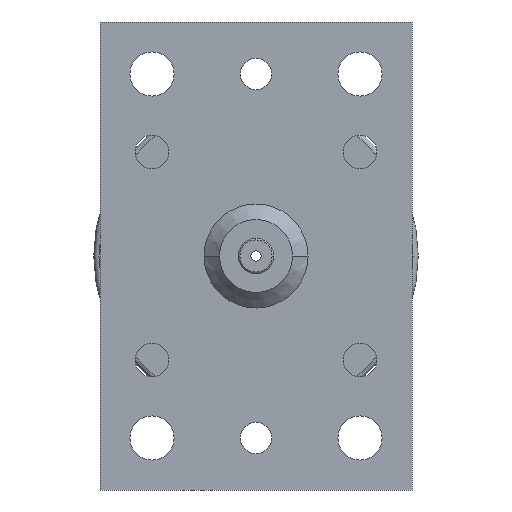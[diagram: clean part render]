
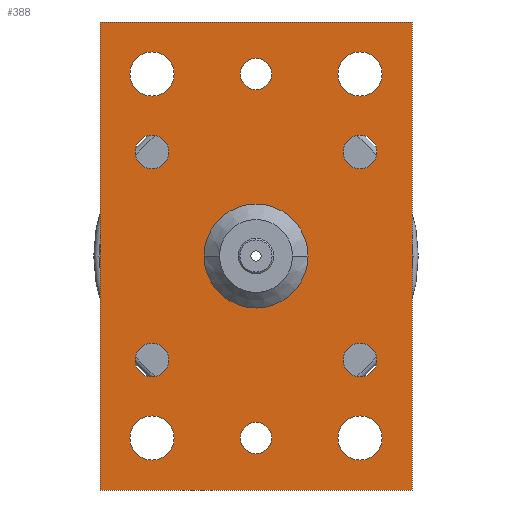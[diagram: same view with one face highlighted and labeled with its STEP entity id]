
A CAD part, left-side view. The second image highlights one B-rep face of the part: STEP entity #388.
In plain terms, the highlighted planar face has unit normal (-1, 0, 0).
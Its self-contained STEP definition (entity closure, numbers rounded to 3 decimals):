
#388=ADVANCED_FACE('',(#839,#840,#841,#842,#843,#844,#845,#846,#847,#848,#849,#850),#851,.F.);
#839=FACE_OUTER_BOUND('',#1350,.T.);
#840=FACE_BOUND('',#1351,.T.);
#841=FACE_BOUND('',#1352,.T.);
#842=FACE_BOUND('',#1353,.T.);
#843=FACE_BOUND('',#1354,.T.);
#844=FACE_BOUND('',#1355,.T.);
#845=FACE_BOUND('',#1356,.T.);
#846=FACE_BOUND('',#1357,.T.);
#847=FACE_BOUND('',#1358,.T.);
#848=FACE_BOUND('',#1359,.T.);
#849=FACE_BOUND('',#1360,.T.);
#850=FACE_BOUND('',#1361,.T.);
#851=PLANE('',#1362);
#1350=EDGE_LOOP('',(#2501,#2502,#2503,#2504));
#1351=EDGE_LOOP('',(#2505,#2506));
#1352=EDGE_LOOP('',(#2507,#2508));
#1353=EDGE_LOOP('',(#2509,#2510));
#1354=EDGE_LOOP('',(#2511,#2512));
#1355=EDGE_LOOP('',(#2513,#2514));
#1356=EDGE_LOOP('',(#2515,#2516));
#1357=EDGE_LOOP('',(#2517,#2518));
#1358=EDGE_LOOP('',(#2519,#2520));
#1359=EDGE_LOOP('',(#2521,#2522));
#1360=EDGE_LOOP('',(#2523,#2524));
#1361=EDGE_LOOP('',(#2525,#2526));
#1362=AXIS2_PLACEMENT_3D('',#2527,#2528,#2529);
#2501=ORIENTED_EDGE('',*,*,#3379,.F.);
#2502=ORIENTED_EDGE('',*,*,#3383,.F.);
#2503=ORIENTED_EDGE('',*,*,#3384,.F.);
#2504=ORIENTED_EDGE('',*,*,#3385,.F.);
#2505=ORIENTED_EDGE('',*,*,#3070,.F.);
#2506=ORIENTED_EDGE('',*,*,#3386,.F.);
#2507=ORIENTED_EDGE('',*,*,#3387,.F.);
#2508=ORIENTED_EDGE('',*,*,#2997,.F.);
#2509=ORIENTED_EDGE('',*,*,#3388,.F.);
#2510=ORIENTED_EDGE('',*,*,#2992,.F.);
#2511=ORIENTED_EDGE('',*,*,#3389,.F.);
#2512=ORIENTED_EDGE('',*,*,#2987,.F.);
#2513=ORIENTED_EDGE('',*,*,#3390,.F.);
#2514=ORIENTED_EDGE('',*,*,#2982,.F.);
#2515=ORIENTED_EDGE('',*,*,#3391,.T.);
#2516=ORIENTED_EDGE('',*,*,#2977,.T.);
#2517=ORIENTED_EDGE('',*,*,#3392,.T.);
#2518=ORIENTED_EDGE('',*,*,#2972,.T.);
#2519=ORIENTED_EDGE('',*,*,#3393,.T.);
#2520=ORIENTED_EDGE('',*,*,#2967,.T.);
#2521=ORIENTED_EDGE('',*,*,#3394,.T.);
#2522=ORIENTED_EDGE('',*,*,#2962,.T.);
#2523=ORIENTED_EDGE('',*,*,#3395,.T.);
#2524=ORIENTED_EDGE('',*,*,#2957,.T.);
#2525=ORIENTED_EDGE('',*,*,#3396,.T.);
#2526=ORIENTED_EDGE('',*,*,#2952,.T.);
#2527=CARTESIAN_POINT('',(0.0,0.0,0.0));
#2528=DIRECTION('',(1.0,0.,0.0));
#2529=DIRECTION('',(0.,-1.0,0.0));
#2952=EDGE_CURVE('',#3518,#3522,#3524,.T.);
#2957=EDGE_CURVE('',#3527,#3531,#3533,.T.);
#2962=EDGE_CURVE('',#3536,#3540,#3542,.T.);
#2967=EDGE_CURVE('',#3545,#3549,#3551,.T.);
#2972=EDGE_CURVE('',#3554,#3558,#3560,.T.);
#2977=EDGE_CURVE('',#3563,#3567,#3569,.T.);
#2982=EDGE_CURVE('',#3576,#3572,#3578,.T.);
#2987=EDGE_CURVE('',#3585,#3581,#3587,.T.);
#2992=EDGE_CURVE('',#3594,#3590,#3596,.T.);
#2997=EDGE_CURVE('',#3603,#3599,#3605,.T.);
#3070=EDGE_CURVE('',#3728,#3724,#3730,.T.);
#3379=EDGE_CURVE('',#4174,#4175,#4176,.T.);
#3383=EDGE_CURVE('',#4180,#4174,#4181,.T.);
#3384=EDGE_CURVE('',#4182,#4180,#4183,.T.);
#3385=EDGE_CURVE('',#4175,#4182,#4184,.T.);
#3386=EDGE_CURVE('',#3724,#3728,#4185,.T.);
#3387=EDGE_CURVE('',#3599,#3603,#4186,.T.);
#3388=EDGE_CURVE('',#3590,#3594,#4187,.T.);
#3389=EDGE_CURVE('',#3581,#3585,#4188,.T.);
#3390=EDGE_CURVE('',#3572,#3576,#4189,.T.);
#3391=EDGE_CURVE('',#3567,#3563,#4190,.T.);
#3392=EDGE_CURVE('',#3558,#3554,#4191,.T.);
#3393=EDGE_CURVE('',#3549,#3545,#4192,.T.);
#3394=EDGE_CURVE('',#3540,#3536,#4193,.T.);
#3395=EDGE_CURVE('',#3531,#3527,#4194,.T.);
#3396=EDGE_CURVE('',#3522,#3518,#4195,.T.);
#3518=VERTEX_POINT('',#4334);
#3522=VERTEX_POINT('',#4339);
#3524=CIRCLE('',#4342,3.0);
#3527=VERTEX_POINT('',#4345);
#3531=VERTEX_POINT('',#4350);
#3533=CIRCLE('',#4353,3.0);
#3536=VERTEX_POINT('',#4356);
#3540=VERTEX_POINT('',#4361);
#3542=CIRCLE('',#4364,4.25);
#3545=VERTEX_POINT('',#4367);
#3549=VERTEX_POINT('',#4372);
#3551=CIRCLE('',#4375,4.25);
#3554=VERTEX_POINT('',#4378);
#3558=VERTEX_POINT('',#4383);
#3560=CIRCLE('',#4386,4.25);
#3563=VERTEX_POINT('',#4389);
#3567=VERTEX_POINT('',#4394);
#3569=CIRCLE('',#4397,4.25);
#3572=VERTEX_POINT('',#4400);
#3576=VERTEX_POINT('',#4405);
#3578=CIRCLE('',#4408,3.25);
#3581=VERTEX_POINT('',#4411);
#3585=VERTEX_POINT('',#4416);
#3587=CIRCLE('',#4419,3.25);
#3590=VERTEX_POINT('',#4422);
#3594=VERTEX_POINT('',#4427);
#3596=CIRCLE('',#4430,3.25);
#3599=VERTEX_POINT('',#4433);
#3603=VERTEX_POINT('',#4438);
#3605=CIRCLE('',#4441,3.25);
#3724=VERTEX_POINT('',#4585);
#3728=VERTEX_POINT('',#4590);
#3730=CIRCLE('',#4593,10.0);
#4174=VERTEX_POINT('',#5103);
#4175=VERTEX_POINT('',#5104);
#4176=LINE('',#5105,#5106);
#4180=VERTEX_POINT('',#5112);
#4181=LINE('',#5113,#5114);
#4182=VERTEX_POINT('',#5115);
#4183=LINE('',#5116,#5117);
#4184=LINE('',#5118,#5119);
#4185=CIRCLE('',#5120,10.0);
#4186=CIRCLE('',#5121,3.25);
#4187=CIRCLE('',#5122,3.25);
#4188=CIRCLE('',#5123,3.25);
#4189=CIRCLE('',#5124,3.25);
#4190=CIRCLE('',#5125,4.25);
#4191=CIRCLE('',#5126,4.25);
#4192=CIRCLE('',#5127,4.25);
#4193=CIRCLE('',#5128,4.25);
#4194=CIRCLE('',#5129,3.0);
#4195=CIRCLE('',#5130,3.0);
#4334=CARTESIAN_POINT('',(0.,0.,-32.0));
#4339=CARTESIAN_POINT('',(0.0,0.0,-38.0));
#4342=AXIS2_PLACEMENT_3D('',#5279,#5280,#5281);
#4345=CARTESIAN_POINT('',(0.,0.,38.0));
#4350=CARTESIAN_POINT('',(0.0,0.0,32.0));
#4353=AXIS2_PLACEMENT_3D('',#5287,#5288,#5289);
#4356=CARTESIAN_POINT('',(0.,20.0,-30.75));
#4361=CARTESIAN_POINT('',(0.,20.0,-39.25));
#4364=AXIS2_PLACEMENT_3D('',#5295,#5296,#5297);
#4367=CARTESIAN_POINT('',(0.,20.0,39.25));
#4372=CARTESIAN_POINT('',(0.,20.0,30.75));
#4375=AXIS2_PLACEMENT_3D('',#5303,#5304,#5305);
#4378=CARTESIAN_POINT('',(0.,-20.0,39.25));
#4383=CARTESIAN_POINT('',(0.,-20.0,30.75));
#4386=AXIS2_PLACEMENT_3D('',#5311,#5312,#5313);
#4389=CARTESIAN_POINT('',(0.,-20.0,-30.75));
#4394=CARTESIAN_POINT('',(0.,-20.0,-39.25));
#4397=AXIS2_PLACEMENT_3D('',#5319,#5320,#5321);
#4400=CARTESIAN_POINT('',(0.,20.0,23.25));
#4405=CARTESIAN_POINT('',(0.,20.0,16.75));
#4408=AXIS2_PLACEMENT_3D('',#5327,#5328,#5329);
#4411=CARTESIAN_POINT('',(0.,-20.0,23.25));
#4416=CARTESIAN_POINT('',(0.,-20.0,16.75));
#4419=AXIS2_PLACEMENT_3D('',#5335,#5336,#5337);
#4422=CARTESIAN_POINT('',(0.,20.0,-16.75));
#4427=CARTESIAN_POINT('',(0.,20.0,-23.25));
#4430=AXIS2_PLACEMENT_3D('',#5343,#5344,#5345);
#4433=CARTESIAN_POINT('',(0.,-20.0,-16.75));
#4438=CARTESIAN_POINT('',(0.,-20.0,-23.25));
#4441=AXIS2_PLACEMENT_3D('',#5351,#5352,#5353);
#4585=CARTESIAN_POINT('',(0.,0.,10.0));
#4590=CARTESIAN_POINT('',(0.0,0.0,-10.0));
#4593=AXIS2_PLACEMENT_3D('',#5471,#5472,#5473);
#5103=CARTESIAN_POINT('',(0.,-30.0,-45.0));
#5104=CARTESIAN_POINT('',(0.,30.0,-45.0));
#5105=CARTESIAN_POINT('',(0.,-30.0,-45.0));
#5106=VECTOR('',#6032,60.0);
#5112=CARTESIAN_POINT('',(0.,-30.0,45.0));
#5113=CARTESIAN_POINT('',(0.,-30.0,45.0));
#5114=VECTOR('',#6035,90.0);
#5115=CARTESIAN_POINT('',(0.,30.0,45.0));
#5116=CARTESIAN_POINT('',(0.,30.0,45.0));
#5117=VECTOR('',#6036,60.0);
#5118=CARTESIAN_POINT('',(0.,30.0,-45.0));
#5119=VECTOR('',#6037,90.0);
#5120=AXIS2_PLACEMENT_3D('',#6038,#6039,#6040);
#5121=AXIS2_PLACEMENT_3D('',#6041,#6042,#6043);
#5122=AXIS2_PLACEMENT_3D('',#6044,#6045,#6046);
#5123=AXIS2_PLACEMENT_3D('',#6047,#6048,#6049);
#5124=AXIS2_PLACEMENT_3D('',#6050,#6051,#6052);
#5125=AXIS2_PLACEMENT_3D('',#6053,#6054,#6055);
#5126=AXIS2_PLACEMENT_3D('',#6056,#6057,#6058);
#5127=AXIS2_PLACEMENT_3D('',#6059,#6060,#6061);
#5128=AXIS2_PLACEMENT_3D('',#6062,#6063,#6064);
#5129=AXIS2_PLACEMENT_3D('',#6065,#6066,#6067);
#5130=AXIS2_PLACEMENT_3D('',#6068,#6069,#6070);
#5279=CARTESIAN_POINT('',(0.0,0.0,-35.0));
#5280=DIRECTION('',(1.0,0.,-0.0));
#5281=DIRECTION('',(0.0,0.0,1.0));
#5287=CARTESIAN_POINT('',(0.0,0.0,35.0));
#5288=DIRECTION('',(1.0,0.,-0.0));
#5289=DIRECTION('',(0.0,0.0,1.0));
#5295=CARTESIAN_POINT('',(0.,20.0,-35.0));
#5296=DIRECTION('',(1.0,0.,-0.0));
#5297=DIRECTION('',(0.0,0.0,1.0));
#5303=CARTESIAN_POINT('',(0.,20.0,35.0));
#5304=DIRECTION('',(1.0,0.,-0.0));
#5305=DIRECTION('',(0.0,0.0,1.0));
#5311=CARTESIAN_POINT('',(0.,-20.0,35.0));
#5312=DIRECTION('',(1.0,0.,-0.0));
#5313=DIRECTION('',(0.0,0.0,1.0));
#5319=CARTESIAN_POINT('',(0.,-20.0,-35.0));
#5320=DIRECTION('',(1.0,0.,-0.0));
#5321=DIRECTION('',(0.0,0.0,1.0));
#5327=CARTESIAN_POINT('',(0.,20.0,20.0));
#5328=DIRECTION('',(-1.0,0.,0.0));
#5329=DIRECTION('',(0.0,0.0,1.0));
#5335=CARTESIAN_POINT('',(0.,-20.0,20.0));
#5336=DIRECTION('',(-1.0,0.,0.0));
#5337=DIRECTION('',(0.0,0.0,1.0));
#5343=CARTESIAN_POINT('',(0.,20.0,-20.0));
#5344=DIRECTION('',(-1.0,0.,0.0));
#5345=DIRECTION('',(0.0,0.0,1.0));
#5351=CARTESIAN_POINT('',(0.,-20.0,-20.0));
#5352=DIRECTION('',(-1.0,0.,0.0));
#5353=DIRECTION('',(0.0,0.0,1.0));
#5471=CARTESIAN_POINT('',(0.0,0.0,0.0));
#5472=DIRECTION('',(-1.0,0.,0.0));
#5473=DIRECTION('',(0.0,0.0,1.0));
#6032=DIRECTION('',(0.,1.0,0.0));
#6035=DIRECTION('',(0.0,0.0,-1.0));
#6036=DIRECTION('',(0.,-1.0,0.0));
#6037=DIRECTION('',(0.0,0.0,1.0));
#6038=CARTESIAN_POINT('',(0.0,0.0,0.0));
#6039=DIRECTION('',(-1.0,0.,0.0));
#6040=DIRECTION('',(0.0,0.0,1.0));
#6041=CARTESIAN_POINT('',(0.,-20.0,-20.0));
#6042=DIRECTION('',(-1.0,0.,0.0));
#6043=DIRECTION('',(0.0,0.0,1.0));
#6044=CARTESIAN_POINT('',(0.,20.0,-20.0));
#6045=DIRECTION('',(-1.0,0.,0.0));
#6046=DIRECTION('',(0.0,0.0,1.0));
#6047=CARTESIAN_POINT('',(0.,-20.0,20.0));
#6048=DIRECTION('',(-1.0,0.,0.0));
#6049=DIRECTION('',(0.0,0.0,1.0));
#6050=CARTESIAN_POINT('',(0.,20.0,20.0));
#6051=DIRECTION('',(-1.0,0.,0.0));
#6052=DIRECTION('',(0.0,0.0,1.0));
#6053=CARTESIAN_POINT('',(0.,-20.0,-35.0));
#6054=DIRECTION('',(1.0,0.,-0.0));
#6055=DIRECTION('',(0.0,0.0,1.0));
#6056=CARTESIAN_POINT('',(0.,-20.0,35.0));
#6057=DIRECTION('',(1.0,0.,-0.0));
#6058=DIRECTION('',(0.0,0.0,1.0));
#6059=CARTESIAN_POINT('',(0.,20.0,35.0));
#6060=DIRECTION('',(1.0,0.,-0.0));
#6061=DIRECTION('',(0.0,0.0,1.0));
#6062=CARTESIAN_POINT('',(0.,20.0,-35.0));
#6063=DIRECTION('',(1.0,0.,-0.0));
#6064=DIRECTION('',(0.0,0.0,1.0));
#6065=CARTESIAN_POINT('',(0.0,0.0,35.0));
#6066=DIRECTION('',(1.0,0.,-0.0));
#6067=DIRECTION('',(0.0,0.0,1.0));
#6068=CARTESIAN_POINT('',(0.0,0.0,-35.0));
#6069=DIRECTION('',(1.0,0.,-0.0));
#6070=DIRECTION('',(0.0,0.0,1.0));
